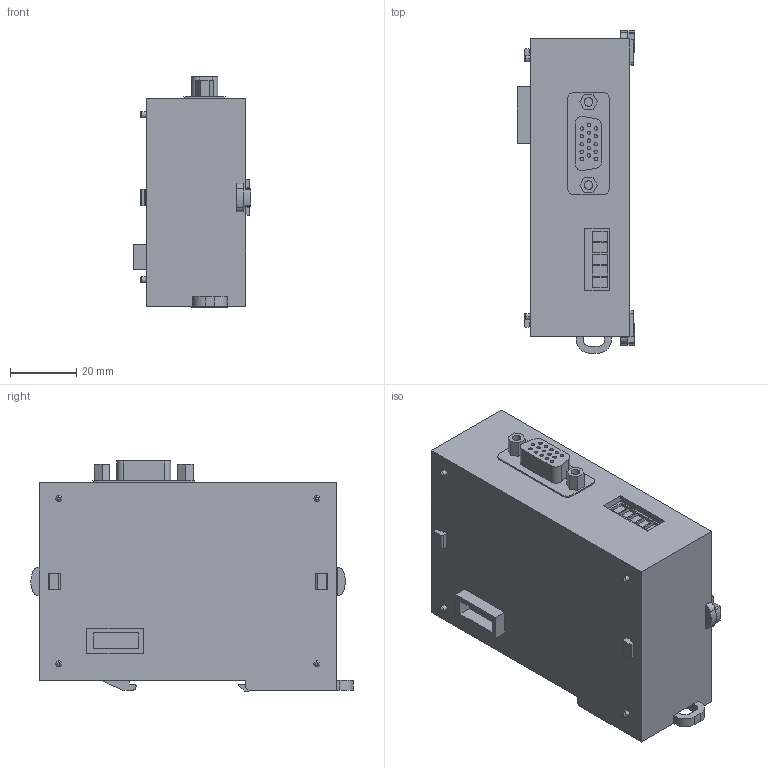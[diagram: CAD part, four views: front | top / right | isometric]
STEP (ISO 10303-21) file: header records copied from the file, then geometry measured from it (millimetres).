
FILE_DESCRIPTION (( 'STEP AP214' ), '1' );
FILE_NAME ('PLC-S-EXC-2348_ÏËÊ S. RS232_485 ñåðèè ONI.STEP', '2019-02-25T08:48:24', ( '' ), ( '' ), 'SwSTEP 2.0', 'SolidWorks 2014', '' );
FILE_SCHEMA (( 'AUTOMOTIVE_DESIGN' ));
Length unit declared in the file: millimetre
Products named in the file (2): PLC-S-EXC-2348_ÏËÊ S. RS232_485 ñåðèè ONI
Bounding box: 35.4 x 97.43 x 69.6 mm (x, y, z)
Volume: 164806.4 mm3; surface area: 22593.2 mm2
Topology: 1 solids, 1 shells, 419 faces, 1048 edges, 692 vertices
Faces by surface type: plane 321, cylinder 90, bspline 8
Entity records: 17154 total; most frequent: CARTESIAN_POINT 2305, ORIENTED_EDGE 2096, DIRECTION 2060, EDGE_CURVE 1048, VECTOR 846, LINE 846, VERTEX_POINT 692, AXIS2_PLACEMENT_3D 607
